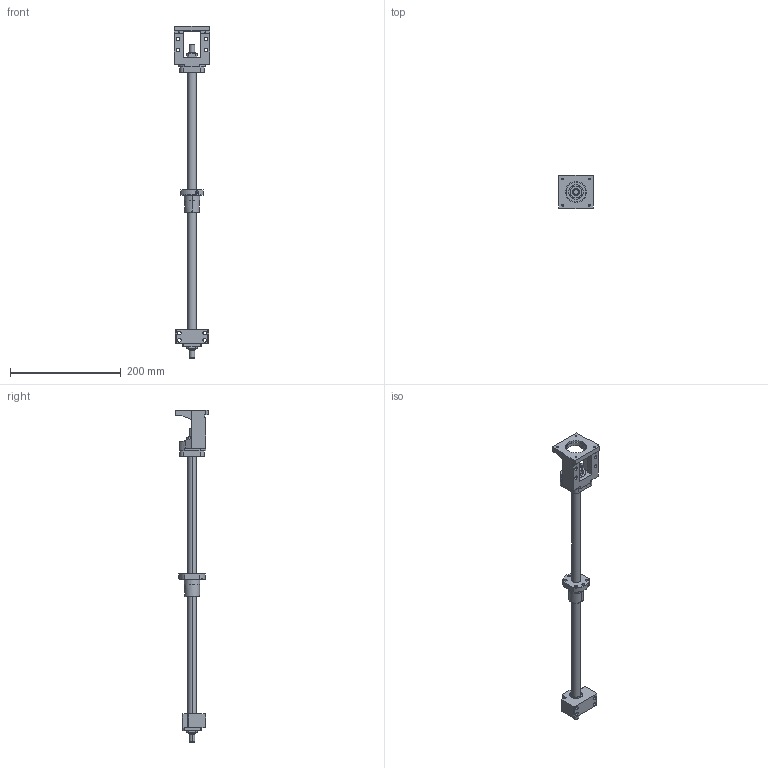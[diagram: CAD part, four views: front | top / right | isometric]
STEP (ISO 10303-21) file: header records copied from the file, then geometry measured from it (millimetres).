
FILE_DESCRIPTION (( 'STEP AP214' ), '1' );
FILE_NAME ('Danaher-DEFAULT.STEP', '2019-06-30T04:15:35', ( '' ), ( '' ), 'SwSTEP 2.0', 'SolidWorks 2019', '' );
FILE_SCHEMA (( 'AUTOMOTIVE_DESIGN' ));
Length unit declared in the file: millimetre
Products named in the file (8): Danaher-DEFAULT_Nut-Assly_CADENAS_7106-448-061-EE; Danaher-DEFAULT_MK_7833686; Danaher-DEFAULT_7106-448-061-EE; Danaher-DEFAULT_BK RIGHT_7833392_1; Danaher-DEFAULT; Danaher-DEFAULT_FK-LEFT_7833406; Danaher-DEFAULT_MK&FK_7833701; Danaher-DEFAULT_Shaft-Metric_Drive Journal-Both
Assembly tree (7 placements, depth 3):
  Danaher-DEFAULT
    Danaher-DEFAULT_Shaft-Metric_Drive Journal-Both
    Danaher-DEFAULT_MK&FK_7833701
      Danaher-DEFAULT_MK_7833686
      Danaher-DEFAULT_FK-LEFT_7833406
    Danaher-DEFAULT_BK RIGHT_7833392_1
    Danaher-DEFAULT_Nut-Assly_CADENAS_7106-448-061-EE
      Danaher-DEFAULT_7106-448-061-EE
Bounding box: 65 x 60 x 600 mm (x, y, z)
Volume: 298820.7 mm3; surface area: 93184 mm2
Topology: 5 solids, 5 shells, 369 faces, 948 edges, 599 vertices
Faces by surface type: cylinder 163, plane 136, cone 46, torus 24
Entity records: 11931 total; most frequent: CARTESIAN_POINT 2164, DIRECTION 2079, ORIENTED_EDGE 1864, EDGE_CURVE 932, AXIS2_PLACEMENT_3D 806, VERTEX_POINT 599, LINE 467, VECTOR 467
